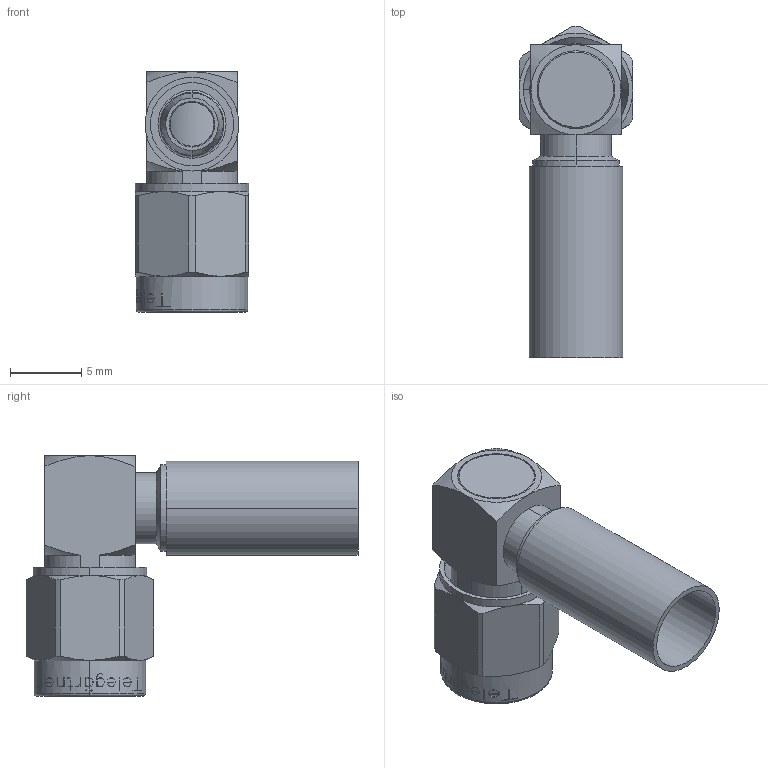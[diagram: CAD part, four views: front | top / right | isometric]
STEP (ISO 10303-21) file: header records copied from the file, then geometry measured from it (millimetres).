
FILE_DESCRIPTION (( 'STEP AP214' ), '1' );
FILE_NAME ('J01150A0081.STEP', '2010-08-11T14:09:01', ( 'markiewicz' ), ( '' ), 'SwSTEP 2.0', 'SolidWorks 2010', '' );
FILE_SCHEMA (( 'AUTOMOTIVE_DESIGN' ));
Length unit declared in the file: millimetre
Products named in the file (1): J01150A0081
Bounding box: 8 x 23.37 x 16.95 mm (x, y, z)
Volume: 906.2 mm3; surface area: 1441.6 mm2
Topology: 2 solids, 2 shells, 385 faces, 1023 edges, 670 vertices
Faces by surface type: plane 288, cylinder 61, cone 30, torus 6
Entity records: 16282 total; most frequent: CARTESIAN_POINT 3291, ORIENTED_EDGE 2046, DIRECTION 1653, EDGE_CURVE 1023, VERTEX_POINT 670, AXIS2_PLACEMENT_3D 606, LINE 441, VECTOR 441
